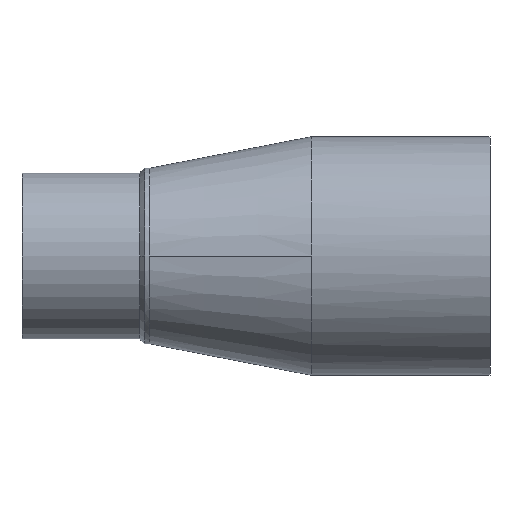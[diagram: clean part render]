
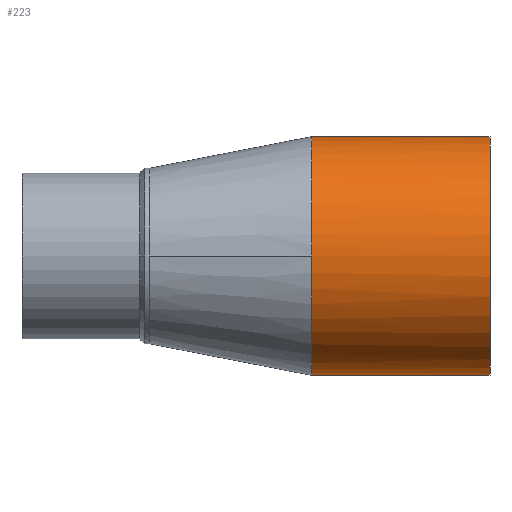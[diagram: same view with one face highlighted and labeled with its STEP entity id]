
A CAD part, front view. The second image highlights one B-rep face of the part: STEP entity #223.
In plain terms, the highlighted cylindrical face has radius 90 mm (diameter 180 mm), a partial arc.
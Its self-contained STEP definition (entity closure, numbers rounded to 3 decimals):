
#171 = VERTEX_POINT( '', #389 );
#177 = EDGE_CURVE( '', #311, #299, #396, .T. );
#185 = EDGE_CURVE( '', #171, #213, #404, .T. );
#213 = VERTEX_POINT( '', #434 );
#221 = EDGE_CURVE( '', #243, #311, #445, .T. );
#223 = ADVANCED_FACE( '', ( #447 ), #448, .T. );
#237 = EDGE_CURVE( '', #213, #243, #464, .T. );
#243 = VERTEX_POINT( '', #470 );
#299 = VERTEX_POINT( '', #531 );
#301 = EDGE_CURVE( '', #299, #171, #533, .T. );
#311 = VERTEX_POINT( '', #544 );
#389 = CARTESIAN_POINT( '', ( 218.5, 0., 90. ) );
#396 = CIRCLE( '', #1219, 90. );
#404 = B_SPLINE_CURVE_WITH_KNOTS( '', 3, ( #1247, #1248, #1249, #1250, #1251, #1252, #1253, #1254, #1255, #1256, #1257 ), .UNSPECIFIED., .F., .F., ( 4, 1, 1, 1, 1, 1, 1, 1, 4 ), ( 1.571, 1.767, 1.963, 2.16, 2.356, 2.553, 2.749, 2.945, 3.142 ), .UNSPECIFIED. );
#434 = CARTESIAN_POINT( '', ( 218.5, -90., 0. ) );
#445 = LINE( '', #1628, #1629 );
#447 = FACE_OUTER_BOUND( '', #1631, .T. );
#448 = CYLINDRICAL_SURFACE( '', #1632, 90. );
#464 = B_SPLINE_CURVE_WITH_KNOTS( '', 3, ( #1929, #1930, #1931, #1932, #1933, #1934, #1935, #1936, #1937, #1938, #1939 ), .UNSPECIFIED., .F., .F., ( 4, 1, 1, 1, 1, 1, 1, 1, 4 ), ( 3.142, 3.338, 3.534, 3.731, 3.927, 4.123, 4.32, 4.516, 4.712 ), .UNSPECIFIED. );
#470 = CARTESIAN_POINT( '', ( 218.5, 0., -90. ) );
#531 = CARTESIAN_POINT( '', ( 353., 0., 90. ) );
#533 = LINE( '', #2076, #2077 );
#544 = CARTESIAN_POINT( '', ( 353., 0., -90. ) );
#1219 = AXIS2_PLACEMENT_3D( '', #2180, #2181, #2182 );
#1247 = CARTESIAN_POINT( '', ( 218.5, 0., 90. ) );
#1248 = CARTESIAN_POINT( '', ( 218.5, -5.89, 90. ) );
#1249 = CARTESIAN_POINT( '', ( 218.5, -17.671, 88.84 ) );
#1250 = CARTESIAN_POINT( '', ( 218.5, -34.664, 83.685 ) );
#1251 = CARTESIAN_POINT( '', ( 218.5, -50.324, 75.315 ) );
#1252 = CARTESIAN_POINT( '', ( 218.5, -64.05, 64.05 ) );
#1253 = CARTESIAN_POINT( '', ( 218.5, -75.315, 50.324 ) );
#1254 = CARTESIAN_POINT( '', ( 218.5, -83.685, 34.663 ) );
#1255 = CARTESIAN_POINT( '', ( 218.5, -88.84, 17.671 ) );
#1256 = CARTESIAN_POINT( '', ( 218.5, -90., 5.89 ) );
#1257 = CARTESIAN_POINT( '', ( 218.5, -90., 0. ) );
#1628 = CARTESIAN_POINT( '', ( 218.5, 0., -90. ) );
#1629 = VECTOR( '', #2229, 1. );
#1631 = EDGE_LOOP( '', ( #2231, #2232, #2233, #2234, #2235 ) );
#1632 = AXIS2_PLACEMENT_3D( '', #2236, #2237, #2238 );
#1929 = CARTESIAN_POINT( '', ( 218.5, -90., 0. ) );
#1930 = CARTESIAN_POINT( '', ( 218.5, -90., -5.89 ) );
#1931 = CARTESIAN_POINT( '', ( 218.5, -88.84, -17.671 ) );
#1932 = CARTESIAN_POINT( '', ( 218.5, -83.685, -34.664 ) );
#1933 = CARTESIAN_POINT( '', ( 218.5, -75.315, -50.324 ) );
#1934 = CARTESIAN_POINT( '', ( 218.5, -64.05, -64.05 ) );
#1935 = CARTESIAN_POINT( '', ( 218.5, -50.324, -75.315 ) );
#1936 = CARTESIAN_POINT( '', ( 218.5, -34.663, -83.685 ) );
#1937 = CARTESIAN_POINT( '', ( 218.5, -17.671, -88.84 ) );
#1938 = CARTESIAN_POINT( '', ( 218.5, -5.89, -90. ) );
#1939 = CARTESIAN_POINT( '', ( 218.5, 0., -90. ) );
#2076 = CARTESIAN_POINT( '', ( 218.5, 0., 90. ) );
#2077 = VECTOR( '', #2313, 1. );
#2180 = CARTESIAN_POINT( '', ( 353., 0., 0. ) );
#2181 = DIRECTION( '', ( -1., 0., 0. ) );
#2182 = DIRECTION( '', ( 0., 0., -1. ) );
#2229 = DIRECTION( '', ( 1., 0., 0. ) );
#2231 = ORIENTED_EDGE( '', *, *, #221, .T. );
#2232 = ORIENTED_EDGE( '', *, *, #177, .T. );
#2233 = ORIENTED_EDGE( '', *, *, #301, .T. );
#2234 = ORIENTED_EDGE( '', *, *, #185, .T. );
#2235 = ORIENTED_EDGE( '', *, *, #237, .T. );
#2236 = CARTESIAN_POINT( '', ( 218.5, 0., 0. ) );
#2237 = DIRECTION( '', ( -1., 0., 0. ) );
#2238 = DIRECTION( '', ( 0., 0., -1. ) );
#2313 = DIRECTION( '', ( -1., 0., 0. ) );
